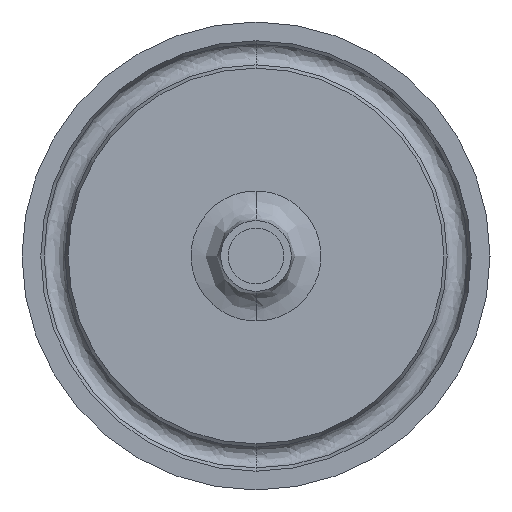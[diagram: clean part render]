
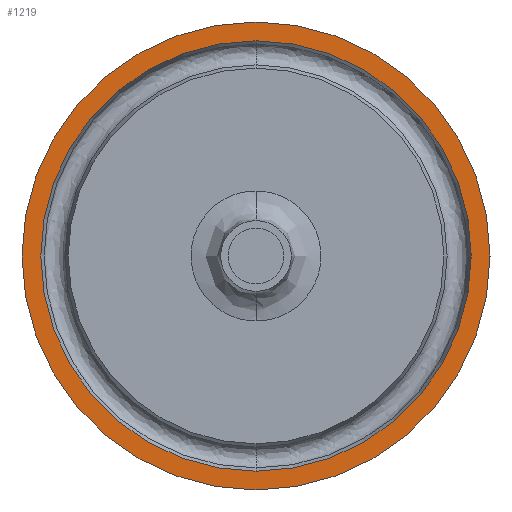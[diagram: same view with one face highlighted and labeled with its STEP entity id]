
A CAD part, front view. The second image highlights one B-rep face of the part: STEP entity #1219.
In plain terms, the highlighted planar face has unit normal (0, -1, 0).
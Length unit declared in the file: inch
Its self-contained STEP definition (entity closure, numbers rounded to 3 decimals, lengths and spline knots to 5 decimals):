
#16 = VERTEX_POINT ( 'NONE', #1943 ) ;
#58 = EDGE_CURVE ( 'NONE', #1256, #16, #2435, .T. ) ;
#68 = CARTESIAN_POINT ( 'NONE',  ( 0., -0.66929, 0.49606 ) ) ;
#148 = ORIENTED_EDGE ( 'NONE', *, *, #2512, .T. ) ;
#223 = CIRCLE ( 'NONE', #2236, 0.91235 ) ;
#264 = CIRCLE ( 'NONE', #2115, 0.99213 ) ;
#271 = DIRECTION ( 'NONE',  ( 0., -1., 0. ) ) ;
#406 = VERTEX_POINT ( 'NONE', #542 ) ;
#464 = CARTESIAN_POINT ( 'NONE',  ( 0., -0.66929, -0.91235 ) ) ;
#542 = CARTESIAN_POINT ( 'NONE',  ( 0., -0.66929, 0.99213 ) ) ;
#672 = DIRECTION ( 'NONE',  ( 0., 0., -1. ) ) ;
#877 = ORIENTED_EDGE ( 'NONE', *, *, #2331, .T. ) ;
#938 = EDGE_LOOP ( 'NONE', ( #1262, #148 ) ) ;
#1071 = DIRECTION ( 'NONE',  ( 0., -1., 0. ) ) ;
#1118 = CARTESIAN_POINT ( 'NONE',  ( 0., -0.66929, 0. ) ) ;
#1219 = ADVANCED_FACE ( 'NONE', ( #1506, #1311 ), #1901, .T. ) ;
#1256 = VERTEX_POINT ( 'NONE', #464 ) ;
#1262 = ORIENTED_EDGE ( 'NONE', *, *, #1692, .T. ) ;
#1286 = DIRECTION ( 'NONE',  ( 0., 1., 0. ) ) ;
#1311 = FACE_OUTER_BOUND ( 'NONE', #938, .T. ) ;
#1318 = CARTESIAN_POINT ( 'NONE',  ( 0., -0.66929, 0. ) ) ;
#1347 = AXIS2_PLACEMENT_3D ( 'NONE', #2402, #1598, #1992 ) ;
#1377 = AXIS2_PLACEMENT_3D ( 'NONE', #1118, #1930, #1509 ) ;
#1428 = AXIS2_PLACEMENT_3D ( 'NONE', #68, #1071, #672 ) ;
#1506 = FACE_BOUND ( 'NONE', #1514, .T. ) ;
#1509 = DIRECTION ( 'NONE',  ( 0., 0., -1. ) ) ;
#1514 = EDGE_LOOP ( 'NONE', ( #2444, #877 ) ) ;
#1598 = DIRECTION ( 'NONE',  ( 0., 1., 0. ) ) ;
#1692 = EDGE_CURVE ( 'NONE', #2580, #406, #264, .T. ) ;
#1720 = DIRECTION ( 'NONE',  ( 0., 0., -1. ) ) ;
#1870 = CARTESIAN_POINT ( 'NONE',  ( 0., -0.66929, 0. ) ) ;
#1901 = PLANE ( 'NONE',  #1428 ) ;
#1913 = CARTESIAN_POINT ( 'NONE',  ( 0., -0.66929, -0.99213 ) ) ;
#1930 = DIRECTION ( 'NONE',  ( 0., -1., 0. ) ) ;
#1943 = CARTESIAN_POINT ( 'NONE',  ( 0., -0.66929, 0.91235 ) ) ;
#1992 = DIRECTION ( 'NONE',  ( 0., 0., -1. ) ) ;
#2090 = DIRECTION ( 'NONE',  ( 0., 0., -1. ) ) ;
#2115 = AXIS2_PLACEMENT_3D ( 'NONE', #1318, #271, #1720 ) ;
#2236 = AXIS2_PLACEMENT_3D ( 'NONE', #1870, #1286, #2090 ) ;
#2331 = EDGE_CURVE ( 'NONE', #16, #1256, #223, .T. ) ;
#2402 = CARTESIAN_POINT ( 'NONE',  ( 0., -0.66929, 0. ) ) ;
#2435 = CIRCLE ( 'NONE', #1347, 0.91235 ) ;
#2444 = ORIENTED_EDGE ( 'NONE', *, *, #58, .T. ) ;
#2481 = CIRCLE ( 'NONE', #1377, 0.99213 ) ;
#2512 = EDGE_CURVE ( 'NONE', #406, #2580, #2481, .T. ) ;
#2580 = VERTEX_POINT ( 'NONE', #1913 ) ;
